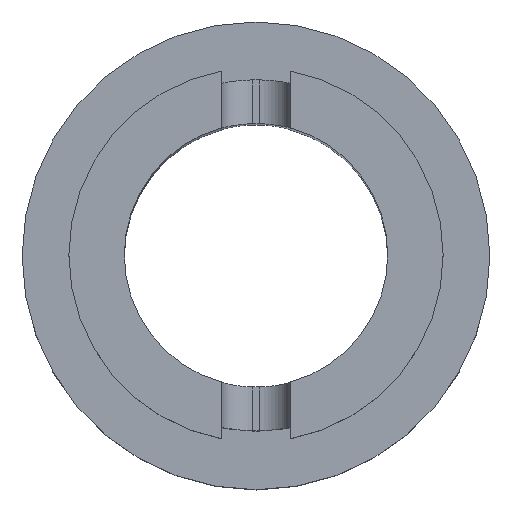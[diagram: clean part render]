
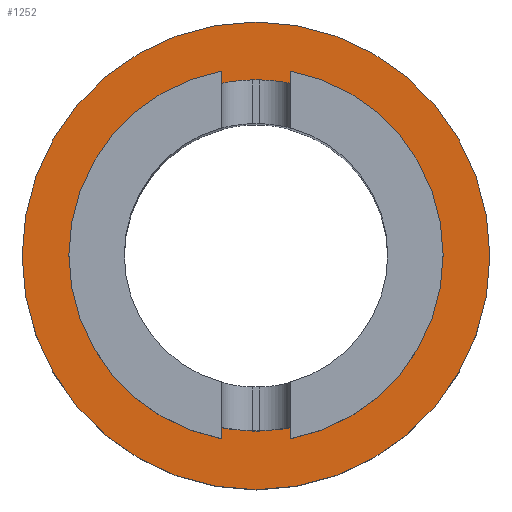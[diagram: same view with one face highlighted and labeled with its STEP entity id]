
A CAD part, top view. The second image highlights one B-rep face of the part: STEP entity #1252.
In plain terms, the highlighted planar face has unit normal (0, 0, 1).
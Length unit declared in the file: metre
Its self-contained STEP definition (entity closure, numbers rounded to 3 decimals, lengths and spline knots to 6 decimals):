
#381=CARTESIAN_POINT('',(0.,0.,-0.007037));
#382=DIRECTION('',(0.,0.,1.));
#383=DIRECTION('',(1.,0.,0.));
#384=AXIS2_PLACEMENT_3D('',#381,#382,#383);
#394=CARTESIAN_POINT('',(0.,0.,-0.007037));
#395=DIRECTION('',(0.,0.,-1.));
#396=DIRECTION('',(1.,0.,0.));
#397=AXIS2_PLACEMENT_3D('',#394,#395,#396);
#399=CARTESIAN_POINT('',(0.,0.,-0.007037));
#400=DIRECTION('',(0.,0.,1.));
#401=DIRECTION('',(1.,0.,0.));
#402=AXIS2_PLACEMENT_3D('',#399,#400,#401);
#404=CARTESIAN_POINT('',(0.,0.,-0.007037));
#405=DIRECTION('',(0.,0.,-1.));
#406=DIRECTION('',(1.,0.,0.));
#407=AXIS2_PLACEMENT_3D('',#404,#405,#406);
#650=CARTESIAN_POINT('',(0.00225,0.,-0.007037));
#652=VERTEX_POINT('',#650);
#653=CARTESIAN_POINT('',(0.003,0.,-0.007037));
#655=VERTEX_POINT('',#653);
#662=CARTESIAN_POINT('',(-0.00225,0.,-0.007037));
#664=VERTEX_POINT('',#662);
#665=CARTESIAN_POINT('',(-0.003,0.,-0.007037));
#667=VERTEX_POINT('',#665);
#1237=CARTESIAN_POINT('',(0.,0.,-0.007037));
#1238=DIRECTION('',(0.,0.,1.));
#1239=DIRECTION('',(-1.,0.,0.));
#1240=AXIS2_PLACEMENT_3D('',#1237,#1238,#1239);
#1241=PLANE('',#1240);
#1242=ORIENTED_EDGE('',*,*,#1232,.T.);
#1243=ORIENTED_EDGE('',*,*,#1216,.F.);
#1244=EDGE_LOOP('',(#1242,#1243));
#1245=FACE_OUTER_BOUND('',#1244,.F.);
#1247=ORIENTED_EDGE('',*,*,#1246,.T.);
#1249=ORIENTED_EDGE('',*,*,#1248,.F.);
#1250=EDGE_LOOP('',(#1247,#1249));
#1251=FACE_BOUND('',#1250,.F.);
#1252=ADVANCED_FACE('',(#1245,#1251),#1241,.T.);
#385=CIRCLE('',#384,0.003);
#398=CIRCLE('',#397,0.003);
#403=CIRCLE('',#402,0.00225);
#408=CIRCLE('',#407,0.00225);
#1216=EDGE_CURVE('',#655,#667,#385,.T.);
#1232=EDGE_CURVE('',#655,#667,#398,.T.);
#1246=EDGE_CURVE('',#652,#664,#403,.T.);
#1248=EDGE_CURVE('',#652,#664,#408,.T.);
